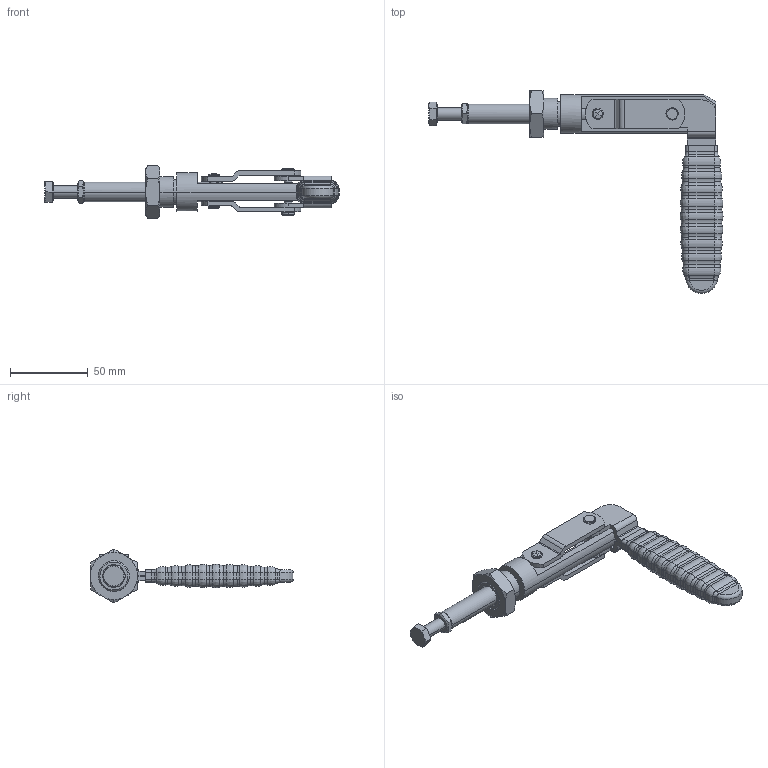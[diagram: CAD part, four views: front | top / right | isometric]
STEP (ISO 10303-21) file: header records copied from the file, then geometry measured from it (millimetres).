
FILE_DESCRIPTION(('CATIA V5 STEP Exchange'),'2;1');
FILE_NAME('SCHUBSTANGENSPANNER_TS_P_600_357885.stp','2018-08-16T12:02:38+00:00',('none'),('none'),'CATIA Version 5 Release 19 SP 9 (IN-10)','CATIA V5 STEP AP214','none');
FILE_SCHEMA(('AUTOMOTIVE_DESIGN { 1 0 10303 214 1 1 1 1 }'));
Length unit declared in the file: millimetre
Products named in the file (1): SCHUBSTANGENSPANNER_TS_P_600_357885
Bounding box: 189.67 x 130.76 x 34.64 mm (x, y, z)
Volume: 79750.9 mm3; surface area: 33297.1 mm2
Topology: 1 solids, 4 shells, 476 faces, 1236 edges, 772 vertices
Faces by surface type: cylinder 196, plane 91, torus 82, cone 55, bspline 44, sphere 8
Entity records: 15279 total; most frequent: CARTESIAN_POINT 4562, ORIENTED_EDGE 2444, DIRECTION 1799, EDGE_CURVE 1222, AXIS2_PLACEMENT_3D 974, VERTEX_POINT 772, CIRCLE 548, EDGE_LOOP 506
